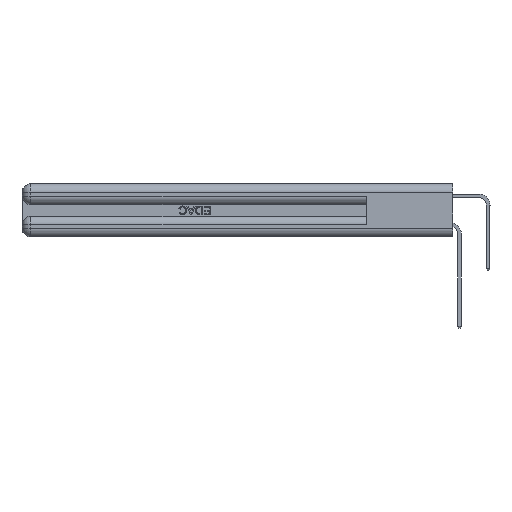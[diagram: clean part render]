
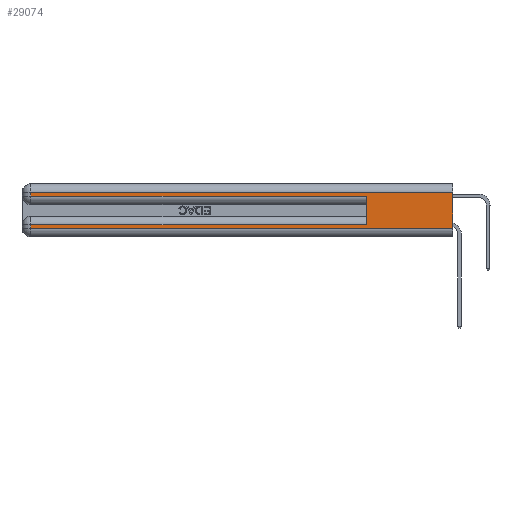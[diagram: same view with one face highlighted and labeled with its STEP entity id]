
A CAD part, left-side view. The second image highlights one B-rep face of the part: STEP entity #29074.
In plain terms, the highlighted planar face has unit normal (-1, 0, 0).
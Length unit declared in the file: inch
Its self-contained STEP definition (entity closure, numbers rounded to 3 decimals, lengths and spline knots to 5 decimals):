
#611 = EDGE_CURVE ( 'NONE', #28577, #8756, #20154, .T. ) ;
#813 = VECTOR ( 'NONE', #1931, 39.37008 ) ;
#1011 = DIRECTION ( 'NONE',  ( 0., 0., -1. ) ) ;
#1013 = CARTESIAN_POINT ( 'NONE',  ( 0., 2.94, 0.285 ) ) ;
#1062 = DIRECTION ( 'NONE',  ( 0., 1., 0. ) ) ;
#1931 = DIRECTION ( 'NONE',  ( 0., 0., 1. ) ) ;
#3066 = LINE ( 'NONE', #44885, #813 ) ;
#3533 = CARTESIAN_POINT ( 'NONE',  ( 0., 2.94, 0.06 ) ) ;
#5009 = ORIENTED_EDGE ( 'NONE', *, *, #16165, .F. ) ;
#5609 = EDGE_LOOP ( 'NONE', ( #12976, #6708, #39013, #20677, #5009, #14529, #38288, #19796 ) ) ;
#5681 = CARTESIAN_POINT ( 'NONE',  ( 0., 0., 0.06 ) ) ;
#6708 = ORIENTED_EDGE ( 'NONE', *, *, #19248, .T. ) ;
#8048 = VERTEX_POINT ( 'NONE', #1013 ) ;
#8756 = VERTEX_POINT ( 'NONE', #3533 ) ;
#8827 = LINE ( 'NONE', #16268, #25572 ) ;
#9356 = DIRECTION ( 'NONE',  ( 0., -1., 0. ) ) ;
#10415 = LINE ( 'NONE', #22580, #28270 ) ;
#10631 = VECTOR ( 'NONE', #1011, 39.37008 ) ;
#11623 = CARTESIAN_POINT ( 'NONE',  ( 0., 0., 0.37 ) ) ;
#12765 = CARTESIAN_POINT ( 'NONE',  ( 0., 2.94, 0.31 ) ) ;
#12863 = VERTEX_POINT ( 'NONE', #12765 ) ;
#12976 = ORIENTED_EDGE ( 'NONE', *, *, #19184, .F. ) ;
#14151 = LINE ( 'NONE', #5681, #31995 ) ;
#14529 = ORIENTED_EDGE ( 'NONE', *, *, #40734, .T. ) ;
#14985 = VERTEX_POINT ( 'NONE', #23535 ) ;
#15211 = CARTESIAN_POINT ( 'NONE',  ( 0., 2.94, 0.37 ) ) ;
#15217 = DIRECTION ( 'NONE',  ( 1., 0., 0. ) ) ;
#16165 = EDGE_CURVE ( 'NONE', #35254, #41614, #3066, .T. ) ;
#16268 = CARTESIAN_POINT ( 'NONE',  ( 0., 0., 0.31 ) ) ;
#16882 = CARTESIAN_POINT ( 'NONE',  ( 0., 0.6, 0.285 ) ) ;
#18228 = VERTEX_POINT ( 'NONE', #18378 ) ;
#18316 = VECTOR ( 'NONE', #34045, 39.37008 ) ;
#18378 = CARTESIAN_POINT ( 'NONE',  ( 0., 0., 0.06 ) ) ;
#19184 = EDGE_CURVE ( 'NONE', #14985, #18228, #28915, .T. ) ;
#19248 = EDGE_CURVE ( 'NONE', #14985, #12863, #8827, .T. ) ;
#19796 = ORIENTED_EDGE ( 'NONE', *, *, #34320, .T. ) ;
#20154 = LINE ( 'NONE', #15211, #10631 ) ;
#20198 = CARTESIAN_POINT ( 'NONE',  ( 0., 2.94, 0.37 ) ) ;
#20677 = ORIENTED_EDGE ( 'NONE', *, *, #43213, .T. ) ;
#22580 = CARTESIAN_POINT ( 'NONE',  ( 0., 0., 0.085 ) ) ;
#22687 = DIRECTION ( 'NONE',  ( 0., -1., 0. ) ) ;
#23294 = CARTESIAN_POINT ( 'NONE',  ( 0., 0., 0.37 ) ) ;
#23535 = CARTESIAN_POINT ( 'NONE',  ( 0., 0., 0.31 ) ) ;
#23734 = DIRECTION ( 'NONE',  ( 0., 0., -1. ) ) ;
#25572 = VECTOR ( 'NONE', #37755, 39.37008 ) ;
#27963 = LINE ( 'NONE', #20198, #45740 ) ;
#28270 = VECTOR ( 'NONE', #1062, 39.37008 ) ;
#28577 = VERTEX_POINT ( 'NONE', #39998 ) ;
#28915 = LINE ( 'NONE', #23294, #18316 ) ;
#29074 = ADVANCED_FACE ( 'NONE', ( #35100 ), #32988, .F. ) ;
#31995 = VECTOR ( 'NONE', #9356, 39.37008 ) ;
#32988 = PLANE ( 'NONE',  #37573 ) ;
#33641 = CARTESIAN_POINT ( 'NONE',  ( 0., 0.6, 0.085 ) ) ;
#34045 = DIRECTION ( 'NONE',  ( 0., 0., -1. ) ) ;
#34320 = EDGE_CURVE ( 'NONE', #8756, #18228, #14151, .T. ) ;
#35100 = FACE_OUTER_BOUND ( 'NONE', #5609, .T. ) ;
#35254 = VERTEX_POINT ( 'NONE', #33641 ) ;
#35996 = EDGE_CURVE ( 'NONE', #12863, #8048, #27963, .T. ) ;
#37573 = AXIS2_PLACEMENT_3D ( 'NONE', #11623, #15217, #40136 ) ;
#37755 = DIRECTION ( 'NONE',  ( 0., 1., 0. ) ) ;
#38288 = ORIENTED_EDGE ( 'NONE', *, *, #611, .T. ) ;
#39013 = ORIENTED_EDGE ( 'NONE', *, *, #35996, .T. ) ;
#39796 = VECTOR ( 'NONE', #22687, 39.37008 ) ;
#39998 = CARTESIAN_POINT ( 'NONE',  ( 0., 2.94, 0.085 ) ) ;
#40136 = DIRECTION ( 'NONE',  ( 0., 0., -1. ) ) ;
#40422 = CARTESIAN_POINT ( 'NONE',  ( 0., 0., 0.285 ) ) ;
#40734 = EDGE_CURVE ( 'NONE', #35254, #28577, #10415, .T. ) ;
#40923 = LINE ( 'NONE', #40422, #39796 ) ;
#41614 = VERTEX_POINT ( 'NONE', #16882 ) ;
#43213 = EDGE_CURVE ( 'NONE', #8048, #41614, #40923, .T. ) ;
#44885 = CARTESIAN_POINT ( 'NONE',  ( 0., 0.6, 0.145 ) ) ;
#45740 = VECTOR ( 'NONE', #23734, 39.37008 ) ;
